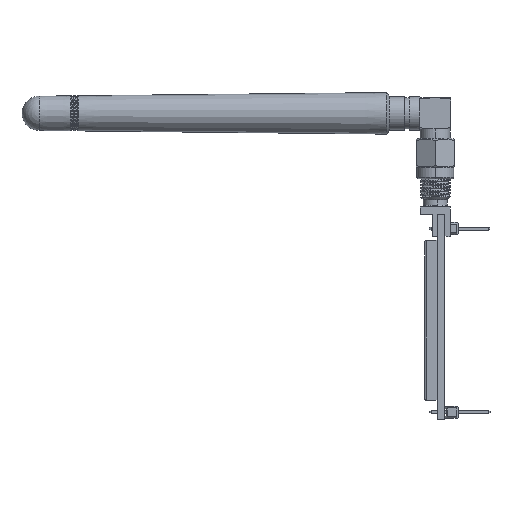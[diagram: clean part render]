
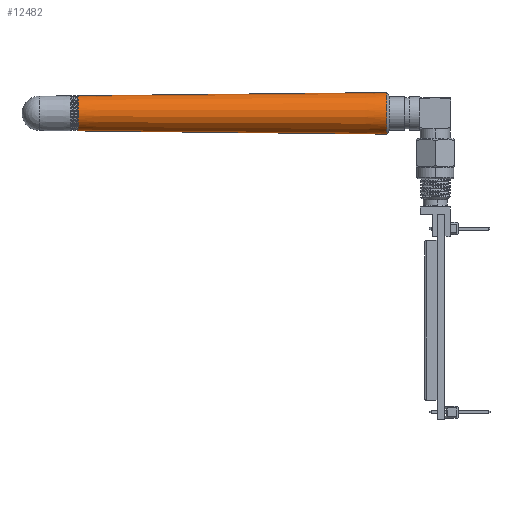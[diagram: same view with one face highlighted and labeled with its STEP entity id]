
A CAD part, left-side view. The second image highlights one B-rep face of the part: STEP entity #12482.
In plain terms, the highlighted conical face has half-angle 0.592 degrees and reference radius 4.35 mm.
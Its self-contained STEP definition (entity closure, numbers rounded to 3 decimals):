
#1241 = LINE ( 'NONE', #13675, #17810 ) ;
#1579 = DIRECTION ( 'NONE',  ( 0., 1., 0. ) ) ;
#2064 = ORIENTED_EDGE ( 'NONE', *, *, #10075, .T. ) ;
#2139 = CARTESIAN_POINT ( 'NONE',  ( 0., 74.829, -3.685 ) ) ;
#2755 = AXIS2_PLACEMENT_3D ( 'NONE', #17652, #17878, #14153 ) ;
#3219 = DIRECTION ( 'NONE',  ( 0., 0., -1. ) ) ;
#3879 = CARTESIAN_POINT ( 'NONE',  ( 0., 10.133, -4.353 ) ) ;
#4946 = CARTESIAN_POINT ( 'NONE',  ( 0., 10.133, 0. ) ) ;
#5021 = CIRCLE ( 'NONE', #7991, 4.353 ) ;
#5194 = DIRECTION ( 'NONE',  ( 0., 0., -1. ) ) ;
#6022 = CARTESIAN_POINT ( 'NONE',  ( 0., 74.829, 3.685 ) ) ;
#6570 = DIRECTION ( 'NONE',  ( 0., -1., 0. ) ) ;
#6683 = CARTESIAN_POINT ( 'NONE',  ( 0., 74.829, 0. ) ) ;
#6857 = ORIENTED_EDGE ( 'NONE', *, *, #13373, .T. ) ;
#6862 = CARTESIAN_POINT ( 'NONE',  ( 0., 10.45, 4.35 ) ) ;
#7927 = VERTEX_POINT ( 'NONE', #3879 ) ;
#7991 = AXIS2_PLACEMENT_3D ( 'NONE', #4946, #1579, #3219 ) ;
#10017 = LINE ( 'NONE', #6862, #20206 ) ;
#10075 = EDGE_CURVE ( 'NONE', #15139, #21214, #19047, .T. ) ;
#10368 = DIRECTION ( 'NONE',  ( 0., -1., 0.01 ) ) ;
#11296 = CONICAL_SURFACE ( 'NONE', #2755, 4.35, 0.01 ) ;
#12035 = EDGE_CURVE ( 'NONE', #15139, #20435, #10017, .T. ) ;
#12482 = ADVANCED_FACE ( 'NONE', ( #16660 ), #11296, .T. ) ;
#13025 = EDGE_LOOP ( 'NONE', ( #20399, #2064, #6857, #15825 ) ) ;
#13373 = EDGE_CURVE ( 'NONE', #21214, #7927, #1241, .T. ) ;
#13675 = CARTESIAN_POINT ( 'NONE',  ( 0., 10.45, -4.35 ) ) ;
#14153 = DIRECTION ( 'NONE',  ( 0., 0., -1. ) ) ;
#14955 = AXIS2_PLACEMENT_3D ( 'NONE', #6683, #6570, #5194 ) ;
#15139 = VERTEX_POINT ( 'NONE', #6022 ) ;
#15316 = CARTESIAN_POINT ( 'NONE',  ( 0., 10.133, 4.353 ) ) ;
#15825 = ORIENTED_EDGE ( 'NONE', *, *, #17847, .T. ) ;
#16660 = FACE_OUTER_BOUND ( 'NONE', #13025, .T. ) ;
#17652 = CARTESIAN_POINT ( 'NONE',  ( 0., 10.45, 0. ) ) ;
#17810 = VECTOR ( 'NONE', #20872, 1000. ) ;
#17847 = EDGE_CURVE ( 'NONE', #7927, #20435, #5021, .T. ) ;
#17878 = DIRECTION ( 'NONE',  ( 0., -1., 0. ) ) ;
#19047 = CIRCLE ( 'NONE', #14955, 3.685 ) ;
#20206 = VECTOR ( 'NONE', #10368, 1000. ) ;
#20399 = ORIENTED_EDGE ( 'NONE', *, *, #12035, .F. ) ;
#20435 = VERTEX_POINT ( 'NONE', #15316 ) ;
#20872 = DIRECTION ( 'NONE',  ( 0., -1., -0.01 ) ) ;
#21214 = VERTEX_POINT ( 'NONE', #2139 ) ;
